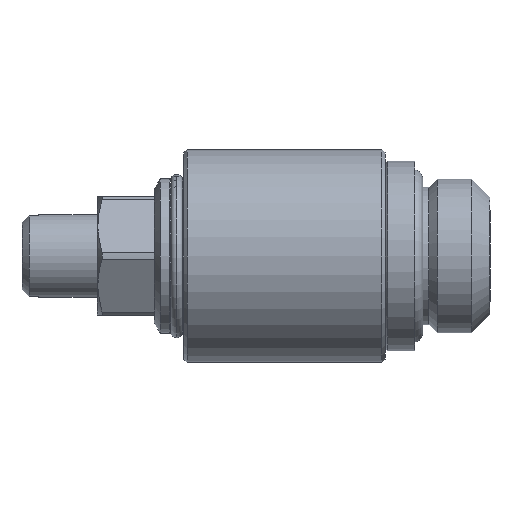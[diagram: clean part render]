
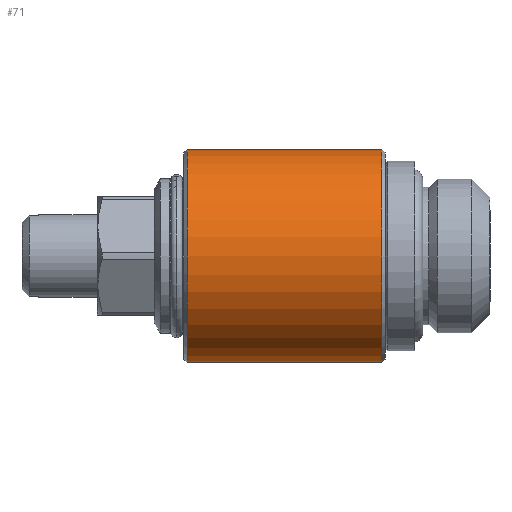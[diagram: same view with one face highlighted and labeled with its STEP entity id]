
A CAD part, left-side view. The second image highlights one B-rep face of the part: STEP entity #71.
In plain terms, the highlighted cylindrical face has radius 9 mm (diameter 18 mm), a partial arc.
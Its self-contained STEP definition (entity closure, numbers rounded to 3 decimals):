
#32 = EDGE_CURVE ( 'NONE', #3624, #380, #601, .T. ) ;
#60 = ORIENTED_EDGE ( 'NONE', *, *, #61, .T. ) ;
#61 = EDGE_CURVE ( 'NONE', #3460, #3485, #835, .T. ) ;
#63 = ORIENTED_EDGE ( 'NONE', *, *, #3468, .T. ) ;
#66 = ORIENTED_EDGE ( 'NONE', *, *, #32, .F. ) ;
#69 = EDGE_LOOP ( 'NONE', ( #70, #60, #63, #66 ) ) ;
#70 = ORIENTED_EDGE ( 'NONE', *, *, #3472, .F. ) ;
#71 = ADVANCED_FACE ( 'NONE', ( #810 ), #779, .T. ) ;
#380 = VERTEX_POINT ( 'NONE', #1793 ) ;
#597 = DIRECTION ( 'NONE',  ( 0., 0., -1. ) ) ;
#598 = DIRECTION ( 'NONE',  ( 0., -1., 0. ) ) ;
#599 = CARTESIAN_POINT ( 'NONE',  ( 0., 9.5, 0. ) ) ;
#600 = AXIS2_PLACEMENT_3D ( 'NONE', #599, #598, #597 ) ;
#601 = CIRCLE ( 'NONE', #600, 9. ) ;
#779 = CYLINDRICAL_SURFACE ( 'NONE', #781, 9. ) ;
#780 = CARTESIAN_POINT ( 'NONE',  ( 0., 7.819, 0. ) ) ;
#781 = AXIS2_PLACEMENT_3D ( 'NONE', #780, #784, #783 ) ;
#783 = DIRECTION ( 'NONE',  ( 0., 0., -1. ) ) ;
#784 = DIRECTION ( 'NONE',  ( 0., -1., 0. ) ) ;
#802 = DIRECTION ( 'NONE',  ( 0., 0., -1. ) ) ;
#803 = DIRECTION ( 'NONE',  ( 0., -1., 0. ) ) ;
#804 = CARTESIAN_POINT ( 'NONE',  ( 0., 25.9, 0. ) ) ;
#805 = AXIS2_PLACEMENT_3D ( 'NONE', #804, #803, #802 ) ;
#810 = FACE_OUTER_BOUND ( 'NONE', #69, .T. ) ;
#835 = CIRCLE ( 'NONE', #805, 9. ) ;
#1793 = CARTESIAN_POINT ( 'NONE',  ( 0., 9.5, -9. ) ) ;
#2464 = DIRECTION ( 'NONE',  ( 0., -1., 0. ) ) ;
#2465 = VECTOR ( 'NONE', #2464, 1000. ) ;
#2466 = CARTESIAN_POINT ( 'NONE',  ( 0., 7.819, -9. ) ) ;
#2467 = LINE ( 'NONE', #2466, #2465 ) ;
#2529 = CARTESIAN_POINT ( 'NONE',  ( 0., 25.9, -9. ) ) ;
#2548 = CARTESIAN_POINT ( 'NONE',  ( 0., 25.9, 9. ) ) ;
#2831 = DIRECTION ( 'NONE',  ( 0., -1., 0. ) ) ;
#2832 = VECTOR ( 'NONE', #2831, 1000. ) ;
#2833 = CARTESIAN_POINT ( 'NONE',  ( 0., 7.819, 9. ) ) ;
#2834 = LINE ( 'NONE', #2833, #2832 ) ;
#2944 = CARTESIAN_POINT ( 'NONE',  ( 0., 9.5, 9. ) ) ;
#3460 = VERTEX_POINT ( 'NONE', #2548 ) ;
#3468 = EDGE_CURVE ( 'NONE', #3485, #380, #2467, .T. ) ;
#3472 = EDGE_CURVE ( 'NONE', #3460, #3624, #2834, .T. ) ;
#3485 = VERTEX_POINT ( 'NONE', #2529 ) ;
#3624 = VERTEX_POINT ( 'NONE', #2944 ) ;
